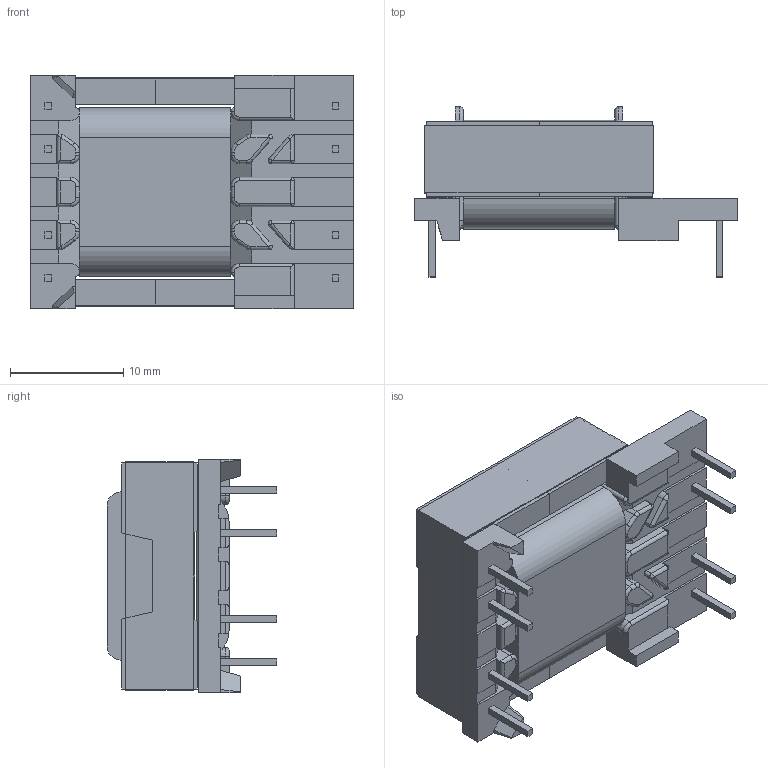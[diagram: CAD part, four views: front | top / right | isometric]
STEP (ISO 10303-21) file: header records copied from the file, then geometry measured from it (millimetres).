
FILE_DESCRIPTION (( 'STEP AP214' ), '1' );
FILE_NAME ('EFD20_5981_MP3-8.STEP', '2021-06-28T16:58:23', ( '' ), ( '' ), 'SwSTEP 2.0', 'SolidWorks 2017', '' );
FILE_SCHEMA (( 'AUTOMOTIVE_DESIGN' ));
Length unit declared in the file: millimetre
Products named in the file (5): 150-2124_6B; EFD20_5981_MP3-8; 440-9990-2124; 070-5981_coil; 070-5981_6C
Assembly tree (5 placements, depth 2):
  EFD20_5981_MP3-8
    070-5981_6C
    070-5981_coil
    150-2124_6B  x2
    440-9990-2124
Bounding box: 28.58 x 15.04 x 20.7 mm (x, y, z)
Volume: 3664.8 mm3; surface area: 5966.1 mm2
Topology: 5 solids, 5 shells, 366 faces, 946 edges, 586 vertices
Faces by surface type: plane 236, cylinder 96, torus 24, bspline 8, sphere 2
Entity records: 10964 total; most frequent: CARTESIAN_POINT 2188, ORIENTED_EDGE 1732, DIRECTION 1654, EDGE_CURVE 866, LINE 658, VECTOR 658, VERTEX_POINT 540, AXIS2_PLACEMENT_3D 498
